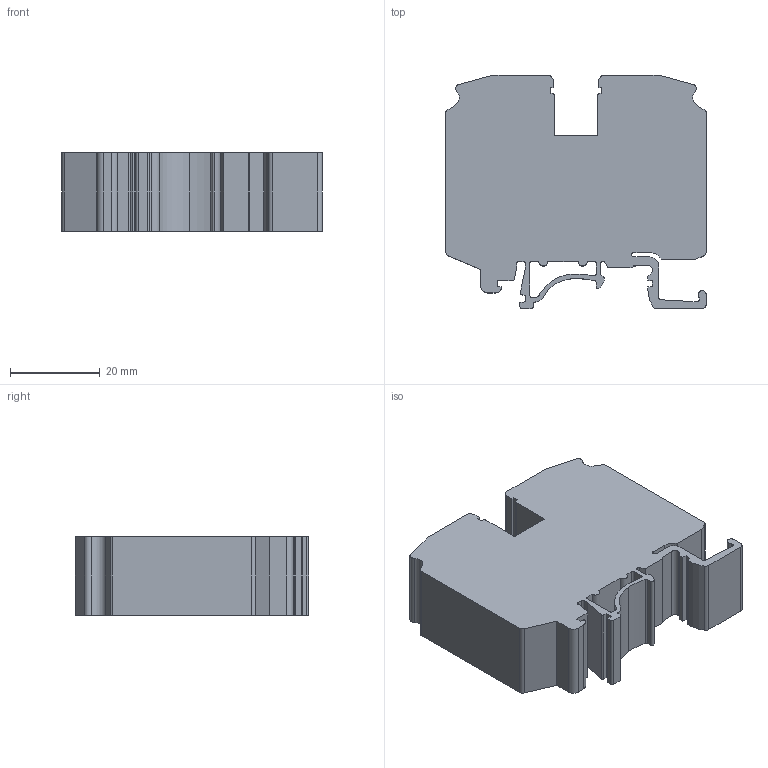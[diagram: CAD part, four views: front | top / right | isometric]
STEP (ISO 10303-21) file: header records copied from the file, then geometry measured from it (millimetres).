
FILE_DESCRIPTION((''),'2;1');
FILE_NAME('PRT0001','2018-08-03T',('Administrator'),(''),'PRO/ENGINEER BY PARAMETRIC TECHNOLOGY CORPORATION, 2008380','PRO/ENGINEER BY PARAMETRIC TECHNOLOGY CORPORATION, 2008380','');
FILE_SCHEMA(('CONFIG_CONTROL_DESIGN'));
Length unit declared in the file: millimetre
Products named in the file (1): PRT0001
Bounding box: 58 x 52 x 17.5 mm (x, y, z)
Volume: 41096 mm3; surface area: 10991.7 mm2
Topology: 1 solids, 1 shells, 119 faces, 351 edges, 234 vertices
Faces by surface type: plane 70, cylinder 49
Entity records: 4025 total; most frequent: CARTESIAN_POINT 704, ORIENTED_EDGE 702, DIRECTION 687, EDGE_CURVE 351, VECTOR 253, LINE 253, VERTEX_POINT 234, AXIS2_PLACEMENT_3D 217
